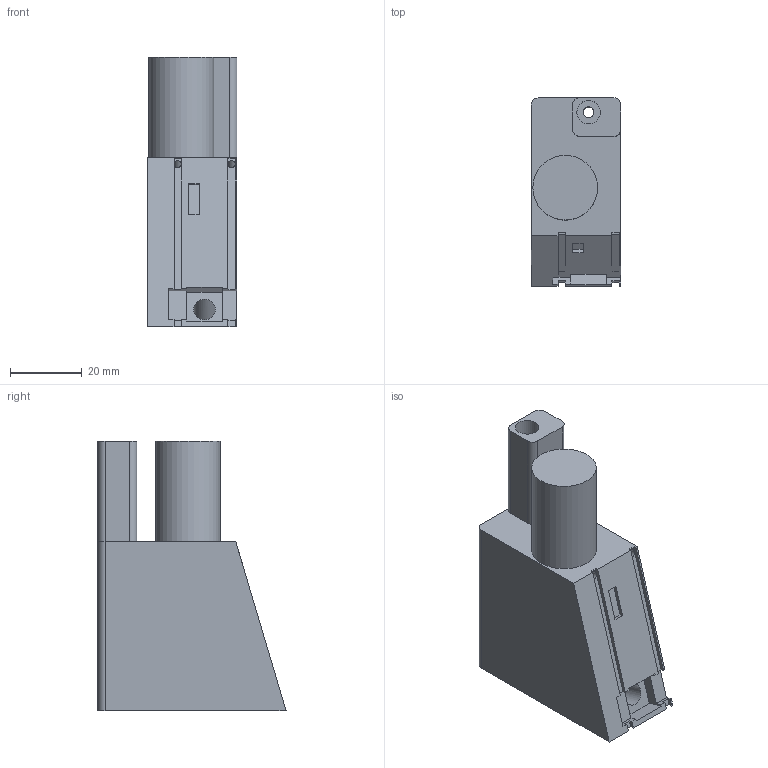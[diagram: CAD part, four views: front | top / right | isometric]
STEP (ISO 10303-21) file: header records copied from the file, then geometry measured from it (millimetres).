
FILE_DESCRIPTION(('HOOPS Exchange Step'),'2;1');
FILE_NAME('76c4ab9ebe8a9ffc5a7ed4f89683ae2e20200314-3373-rqf08v.SLDPRT.step','2020-03-14T10:15:45+00:00',('converter2'),('Unknown organisation'),'HOOPS Exchange 2019.2','HOOPS Exchange','Unknown authorisation');
FILE_SCHEMA( ('AUTOMOTIVE_DESIGN { 1 0 10303 214 1 1 1 1 }') );
Length unit declared in the file: millimetre
Products named in the file (2): По умолчанию; 76c4ab9ebe8a9ffc5a7ed4f89683ae2e20200314-3373-rqf08v
Assembly tree (1 placements, depth 2):
  76c4ab9ebe8a9ffc5a7ed4f89683ae2e20200314-3373-rqf08v
    По умолчанию
Bounding box: 25 x 52.29 x 75 mm (x, y, z)
Volume: 61713.2 mm3; surface area: 13306.7 mm2
Topology: 1 solids, 1 shells, 61 faces, 169 edges, 113 vertices
Faces by surface type: plane 50, cylinder 11
Full cylindrical faces by diameter (mm): 2 x2, 3 x1, 6 x1, 6.5 x1, 18 x1
Entity records: 1997 total; most frequent: CARTESIAN_POINT 346, ORIENTED_EDGE 338, DIRECTION 328, EDGE_CURVE 169, VECTOR 138, LINE 138, VERTEX_POINT 113, AXIS2_PLACEMENT_3D 95
